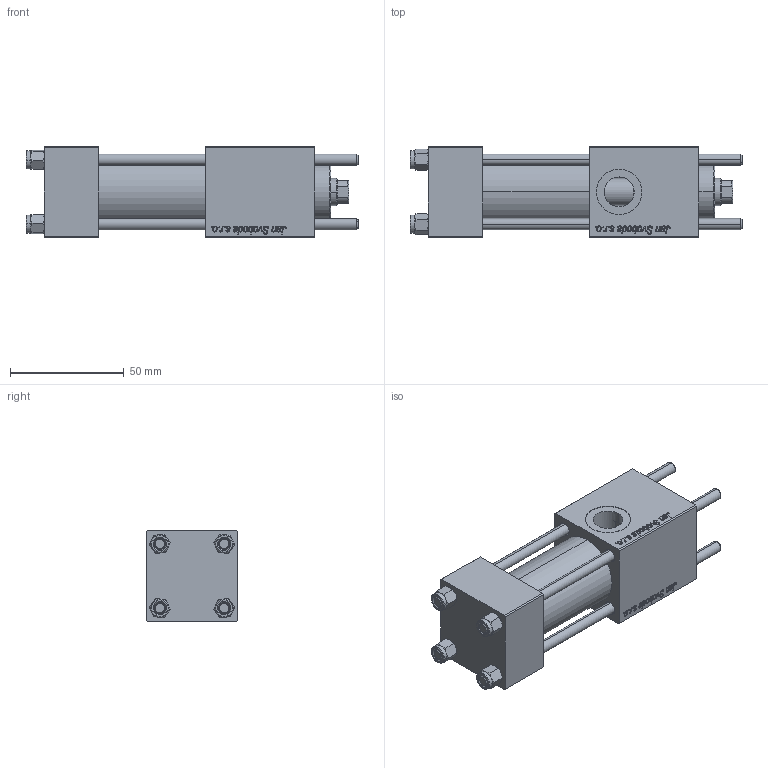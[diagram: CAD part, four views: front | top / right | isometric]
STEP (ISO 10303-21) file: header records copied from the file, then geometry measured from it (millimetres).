
FILE_DESCRIPTION (( 'STEP AP203' ), '1' );
FILE_NAME ('70b8.STEP', '2025-09-04T07:37:57', ( '' ), ( '' ), 'SwSTEP 2.0', 'SolidWorks 2019', '' );
FILE_SCHEMA (( 'CONFIG_CONTROL_DESIGN' ));
Length unit declared in the file: millimetre
Products named in the file (6): 70b8; V215CR_B_TYCINKA 05256e6241506b1fb9c66ee4b111a478; V215CR_VCP_B 05256e6241506b1fb9c66ee4b111a478; V215CR_B-1 05256e6241506b1fb9c66ee4b111a478; V215_VC_A 05256e6241506b1fb9c66ee4b111a478; NUT_M5_B 05256e6241506b1fb9c66ee4b111a478
Assembly tree (11 placements, depth 2):
  70b8
    V215CR_B-1 05256e6241506b1fb9c66ee4b111a478
    V215CR_VCP_B 05256e6241506b1fb9c66ee4b111a478
    NUT_M5_B 05256e6241506b1fb9c66ee4b111a478  x4
    V215CR_B_TYCINKA 05256e6241506b1fb9c66ee4b111a478  x4
    V215_VC_A 05256e6241506b1fb9c66ee4b111a478
Bounding box: 146 x 40 x 40 mm (x, y, z)
Volume: 144840 mm3; surface area: 58622.3 mm2
Topology: 11 solids, 11 shells, 1156 faces, 2930 edges, 1899 vertices
Faces by surface type: bspline 504, plane 429, cone 136, cylinder 79, torus 8
Entity records: 56768 total; most frequent: CARTESIAN_POINT 34056, ORIENTED_EDGE 5352, DIRECTION 2906, EDGE_CURVE 2676, VERTEX_POINT 1755, VECTOR 1440, LINE 1440, EDGE_LOOP 1159
